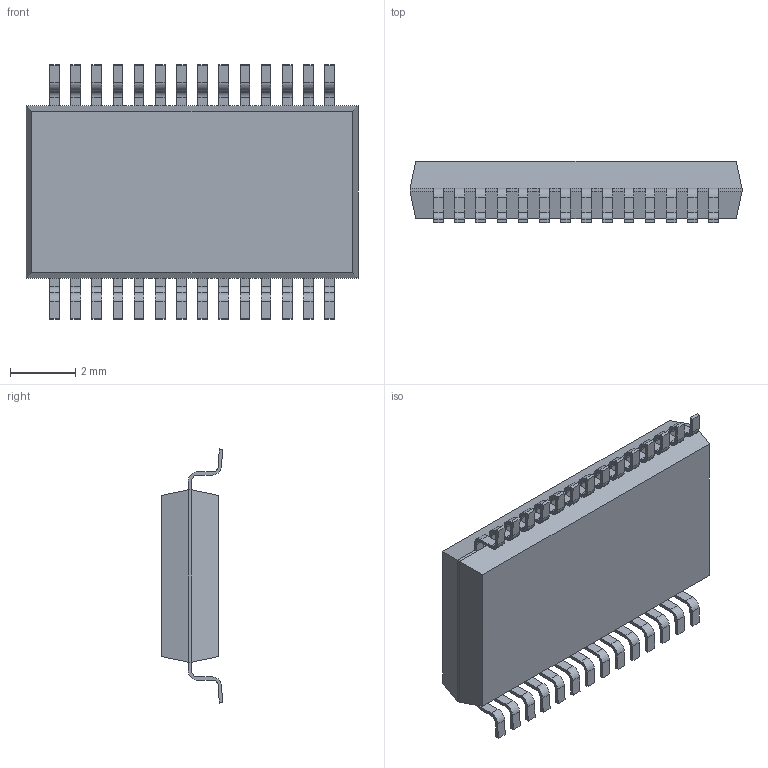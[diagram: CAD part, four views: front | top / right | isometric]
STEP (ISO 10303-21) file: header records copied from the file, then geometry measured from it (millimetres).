
FILE_DESCRIPTION(/* description */ ('Alibre Inc.'),/* implementation_level */ '2;1');
FILE_NAME(/* name */ 'export0',/* time_stamp */ '2010-06-15T11:02:23-07:00',/* author */ (''),/* organization */ (''),/* preprocessor_version */ 'ST-DEVELOPER v10',/* originating_system */ 'Alibre',/* authorisation */ '');
FILE_SCHEMA (('AUTOMOTIVE_DESIGN'));
Length unit declared in the file: centimetre
Bounding box: 10.2 x 1.87 x 7.81 mm (x, y, z)
Volume: 94.1 mm3; surface area: 259 mm2
Topology: 2 solids, 2 shells, 350 faces, 1028 edges, 683 vertices
Faces by surface type: plane 237, cylinder 112, torus 1
Entity records: 10819 total; most frequent: ORIENTED_EDGE 2052, CARTESIAN_POINT 1912, DIRECTION 1572, EDGE_CURVE 1026, VECTOR 700, LINE 700, VERTEX_POINT 682, AXIS2_PLACEMENT_3D 530
